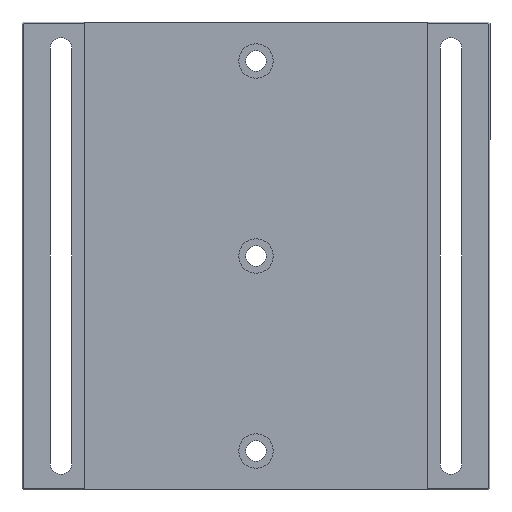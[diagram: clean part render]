
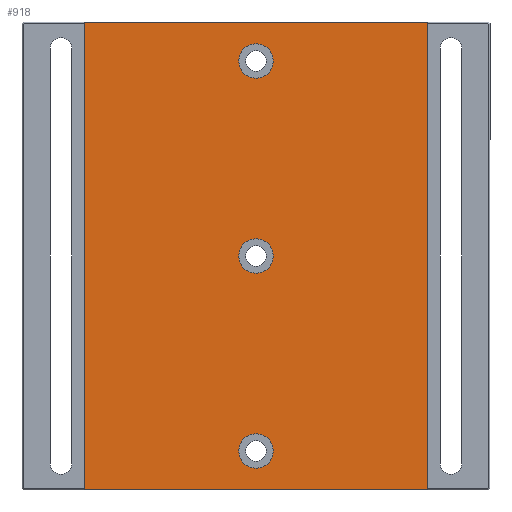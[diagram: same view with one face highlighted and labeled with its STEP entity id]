
A CAD part, front view. The second image highlights one B-rep face of the part: STEP entity #918.
In plain terms, the highlighted planar face has unit normal (0, -1, 0).
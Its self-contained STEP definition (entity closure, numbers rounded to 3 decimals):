
#2 = DIRECTION ( 'NONE',  ( 0., -1., 0. ) ) ;
#41 = LINE ( 'NONE', #950, #1725 ) ;
#42 = FACE_OUTER_BOUND ( 'NONE', #307, .T. ) ;
#43 = ORIENTED_EDGE ( 'NONE', *, *, #1571, .F. ) ;
#46 = EDGE_CURVE ( 'NONE', #504, #526, #896, .T. ) ;
#47 = DIRECTION ( 'NONE',  ( 0., 0., -1. ) ) ;
#56 = CIRCLE ( 'NONE', #881, 5.5 ) ;
#68 = EDGE_CURVE ( 'NONE', #899, #1226, #1498, .T. ) ;
#69 = CARTESIAN_POINT ( 'NONE',  ( 0., 0.5, 68. ) ) ;
#74 = ORIENTED_EDGE ( 'NONE', *, *, #1317, .T. ) ;
#94 = CARTESIAN_POINT ( 'NONE',  ( 55., 0.5, 75. ) ) ;
#107 = DIRECTION ( 'NONE',  ( 0., 0., -1. ) ) ;
#145 = ORIENTED_EDGE ( 'NONE', *, *, #1598, .F. ) ;
#148 = VERTEX_POINT ( 'NONE', #839 ) ;
#195 = CARTESIAN_POINT ( 'NONE',  ( 0., 0.5, -57. ) ) ;
#220 = DIRECTION ( 'NONE',  ( 0., 0., -1. ) ) ;
#259 = ORIENTED_EDGE ( 'NONE', *, *, #1532, .F. ) ;
#286 = DIRECTION ( 'NONE',  ( 1., 0., 0. ) ) ;
#288 = ORIENTED_EDGE ( 'NONE', *, *, #68, .T. ) ;
#301 = FACE_BOUND ( 'NONE', #936, .T. ) ;
#307 = EDGE_LOOP ( 'NONE', ( #74, #288, #860, #536 ) ) ;
#317 = LINE ( 'NONE', #679, #998 ) ;
#325 = EDGE_CURVE ( 'NONE', #1463, #148, #1460, .T. ) ;
#364 = VERTEX_POINT ( 'NONE', #69 ) ;
#450 = CARTESIAN_POINT ( 'NONE',  ( -55., 0.5, -75. ) ) ;
#457 = FACE_BOUND ( 'NONE', #731, .T. ) ;
#504 = VERTEX_POINT ( 'NONE', #678 ) ;
#514 = CARTESIAN_POINT ( 'NONE',  ( 55., 0.5, 75. ) ) ;
#526 = VERTEX_POINT ( 'NONE', #938 ) ;
#536 = ORIENTED_EDGE ( 'NONE', *, *, #1276, .T. ) ;
#537 = CARTESIAN_POINT ( 'NONE',  ( 55., 0.5, -75. ) ) ;
#555 = FACE_BOUND ( 'NONE', #1036, .T. ) ;
#563 = CARTESIAN_POINT ( 'NONE',  ( 0., 0.5, 0. ) ) ;
#569 = DIRECTION ( 'NONE',  ( -1., 0., 0. ) ) ;
#613 = CARTESIAN_POINT ( 'NONE',  ( 0., 0.5, -62.5 ) ) ;
#618 = VECTOR ( 'NONE', #286, 1000. ) ;
#625 = ORIENTED_EDGE ( 'NONE', *, *, #1159, .F. ) ;
#633 = LINE ( 'NONE', #514, #652 ) ;
#652 = VECTOR ( 'NONE', #931, 1000. ) ;
#678 = CARTESIAN_POINT ( 'NONE',  ( 0., 0.5, 5.5 ) ) ;
#679 = CARTESIAN_POINT ( 'NONE',  ( 55., 0.5, 75. ) ) ;
#711 = CARTESIAN_POINT ( 'NONE',  ( 0., 0.5, 57. ) ) ;
#731 = EDGE_LOOP ( 'NONE', ( #259, #145 ) ) ;
#735 = CARTESIAN_POINT ( 'NONE',  ( 0., 0.5, 62.5 ) ) ;
#760 = CARTESIAN_POINT ( 'NONE',  ( 0., 0.5, 0. ) ) ;
#762 = ORIENTED_EDGE ( 'NONE', *, *, #46, .F. ) ;
#793 = CARTESIAN_POINT ( 'NONE',  ( 0., 0.5, 0. ) ) ;
#832 = VERTEX_POINT ( 'NONE', #711 ) ;
#839 = CARTESIAN_POINT ( 'NONE',  ( 0., 0.5, -68. ) ) ;
#860 = ORIENTED_EDGE ( 'NONE', *, *, #1087, .T. ) ;
#881 = AXIS2_PLACEMENT_3D ( 'NONE', #902, #1431, #1323 ) ;
#896 = CIRCLE ( 'NONE', #1262, 5.5 ) ;
#899 = VERTEX_POINT ( 'NONE', #450 ) ;
#902 = CARTESIAN_POINT ( 'NONE',  ( 0., 0.5, 62.5 ) ) ;
#918 = ADVANCED_FACE ( 'NONE', ( #555, #457, #301, #42 ), #1634, .F. ) ;
#931 = DIRECTION ( 'NONE',  ( 0., 0., 1. ) ) ;
#936 = EDGE_LOOP ( 'NONE', ( #43, #1458 ) ) ;
#938 = CARTESIAN_POINT ( 'NONE',  ( 0., 0.5, -5.5 ) ) ;
#941 = CIRCLE ( 'NONE', #1141, 5.5 ) ;
#950 = CARTESIAN_POINT ( 'NONE',  ( -55., 0.5, 75. ) ) ;
#972 = VERTEX_POINT ( 'NONE', #1684 ) ;
#998 = VECTOR ( 'NONE', #569, 1000. ) ;
#1036 = EDGE_LOOP ( 'NONE', ( #625, #762 ) ) ;
#1048 = DIRECTION ( 'NONE',  ( 0., 0., -1. ) ) ;
#1072 = AXIS2_PLACEMENT_3D ( 'NONE', #613, #1136, #220 ) ;
#1087 = EDGE_CURVE ( 'NONE', #1226, #1545, #633, .T. ) ;
#1094 = DIRECTION ( 'NONE',  ( 0., -1., 0. ) ) ;
#1126 = DIRECTION ( 'NONE',  ( 0., 1., 0. ) ) ;
#1136 = DIRECTION ( 'NONE',  ( 0., -1., 0. ) ) ;
#1141 = AXIS2_PLACEMENT_3D ( 'NONE', #735, #1587, #1289 ) ;
#1159 = EDGE_CURVE ( 'NONE', #526, #504, #1508, .T. ) ;
#1196 = CIRCLE ( 'NONE', #1392, 5.5 ) ;
#1226 = VERTEX_POINT ( 'NONE', #1453 ) ;
#1262 = AXIS2_PLACEMENT_3D ( 'NONE', #793, #1094, #1357 ) ;
#1276 = EDGE_CURVE ( 'NONE', #1545, #972, #317, .T. ) ;
#1289 = DIRECTION ( 'NONE',  ( 0., 0., -1. ) ) ;
#1317 = EDGE_CURVE ( 'NONE', #972, #899, #41, .T. ) ;
#1323 = DIRECTION ( 'NONE',  ( 0., 0., -1. ) ) ;
#1357 = DIRECTION ( 'NONE',  ( 0., 0., -1. ) ) ;
#1392 = AXIS2_PLACEMENT_3D ( 'NONE', #1457, #2, #1048 ) ;
#1431 = DIRECTION ( 'NONE',  ( 0., -1., 0. ) ) ;
#1453 = CARTESIAN_POINT ( 'NONE',  ( 55., 0.5, -75. ) ) ;
#1457 = CARTESIAN_POINT ( 'NONE',  ( 0., 0.5, -62.5 ) ) ;
#1458 = ORIENTED_EDGE ( 'NONE', *, *, #325, .F. ) ;
#1460 = CIRCLE ( 'NONE', #1072, 5.5 ) ;
#1463 = VERTEX_POINT ( 'NONE', #195 ) ;
#1469 = DIRECTION ( 'NONE',  ( 0., -1., 0. ) ) ;
#1498 = LINE ( 'NONE', #537, #618 ) ;
#1503 = AXIS2_PLACEMENT_3D ( 'NONE', #563, #1126, #1654 ) ;
#1508 = CIRCLE ( 'NONE', #1682, 5.5 ) ;
#1532 = EDGE_CURVE ( 'NONE', #832, #364, #941, .T. ) ;
#1545 = VERTEX_POINT ( 'NONE', #94 ) ;
#1571 = EDGE_CURVE ( 'NONE', #148, #1463, #1196, .T. ) ;
#1587 = DIRECTION ( 'NONE',  ( 0., -1., 0. ) ) ;
#1598 = EDGE_CURVE ( 'NONE', #364, #832, #56, .T. ) ;
#1634 = PLANE ( 'NONE',  #1503 ) ;
#1654 = DIRECTION ( 'NONE',  ( 0., 0., 1. ) ) ;
#1682 = AXIS2_PLACEMENT_3D ( 'NONE', #760, #1469, #107 ) ;
#1684 = CARTESIAN_POINT ( 'NONE',  ( -55., 0.5, 75. ) ) ;
#1725 = VECTOR ( 'NONE', #47, 1000. ) ;
